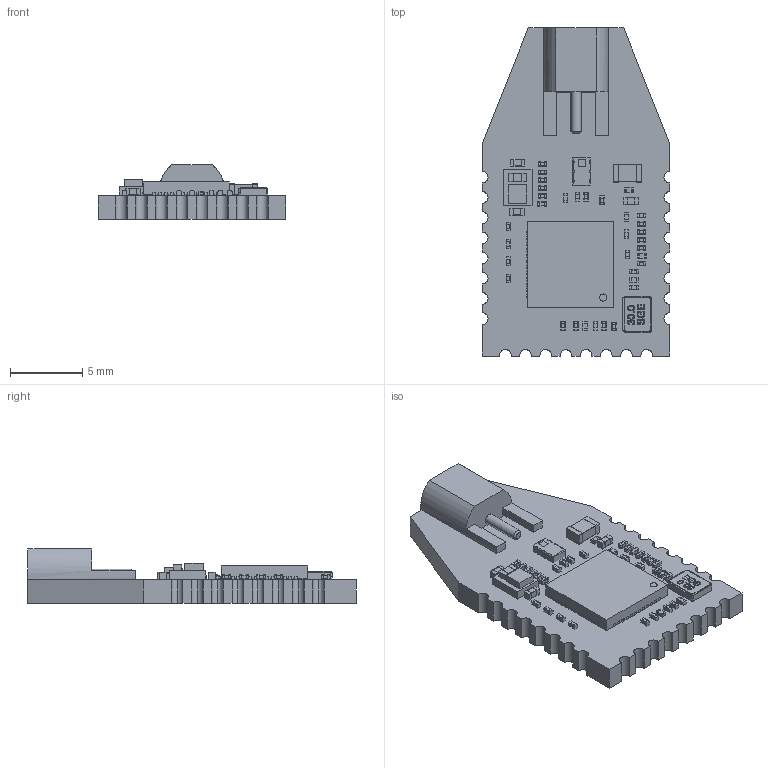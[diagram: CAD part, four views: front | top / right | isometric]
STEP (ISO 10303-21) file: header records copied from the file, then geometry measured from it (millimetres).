
FILE_DESCRIPTION(('KiCad electronic assembly'),'2;1');
FILE_NAME('wfm1000.stp','2017-12-05T16:26:45',('An Author'),('A Company' ),'Open CASCADE STEP processor 6.9','KiCad to STEP converter', 'Unknown');
FILE_SCHEMA(('AUTOMOTIVE_DESIGN { 1 0 10303 214 1 1 1 1 }'));
Length unit declared in the file: millimetre
Products named in the file (20): Open CASCADE STEP translator 6.9 1; 734150963; SOLID; C_0805; C_0402; R_0201; C_0201; HHM1595A1; COMPOUND; UQFN-48-1EP_6x6mm_Pitch0.4mm; LXDC2HL; crystal_2520
Assembly tree (53 placements, depth 3):
  Open CASCADE STEP translator 6.9 1
    734150963
      SOLID
    C_0805
      SOLID
    C_0402  x3
      SOLID
    R_0201  x5
      SOLID
    C_0201  x29
      SOLID
    HHM1595A1
      COMPOUND
    UQFN-48-1EP_6x6mm_Pitch0.4mm
      SOLID
    LXDC2HL
      SOLID
    crystal_2520
      SOLID
    COMPOUND
Bounding box: 13 x 22.75 x 3.75 mm (x, y, z)
Volume: 490 mm3; surface area: 981.5 mm2
Topology: 50 solids, 50 shells, 1769 faces, 4721 edges, 3136 vertices
Faces by surface type: plane 1076, cylinder 614, bspline 57, cone 14, sphere 8
Full cylindrical faces by diameter (mm): 0.3 x9, 0.5 x1
Entity records: 68958 total; most frequent: CARTESIAN_POINT 20517, DIRECTION 7929, LINE 5293, VECTOR 5293, ORIENTED_EDGE 4494, PCURVE 4494, DEFINITIONAL_REPRESENTATION 4494, EDGE_CURVE 2247
